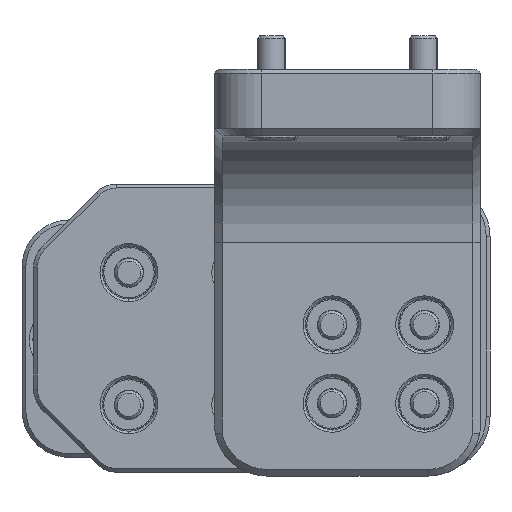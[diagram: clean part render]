
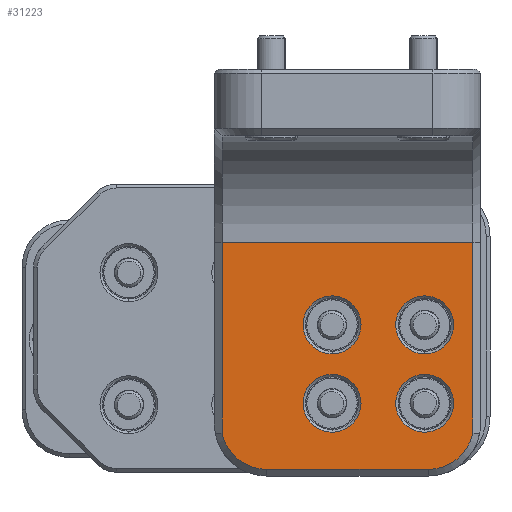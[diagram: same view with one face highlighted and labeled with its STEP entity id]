
A CAD part, left-side view. The second image highlights one B-rep face of the part: STEP entity #31223.
In plain terms, the highlighted planar face has unit normal (-1, 0, 0).
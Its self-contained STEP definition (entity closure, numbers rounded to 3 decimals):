
#131 = LINE ( 'NONE', #8823, #15354 ) ;
#648 = CIRCLE ( 'NONE', #31945, 4.8 ) ;
#697 = VERTEX_POINT ( 'NONE', #19071 ) ;
#1179 = CARTESIAN_POINT ( 'NONE',  ( 19.09, -53.647, -11.143 ) ) ;
#1554 = FACE_BOUND ( 'NONE', #8571, .T. ) ;
#1686 = CARTESIAN_POINT ( 'NONE',  ( 19.09, -63.397, -11.143 ) ) ;
#1890 = AXIS2_PLACEMENT_3D ( 'NONE', #29881, #4090, #35893 ) ;
#2164 = CIRCLE ( 'NONE', #18415, 3.05 ) ;
#2495 = CIRCLE ( 'NONE', #5538, 3.05 ) ;
#2911 = ORIENTED_EDGE ( 'NONE', *, *, #33977, .T. ) ;
#3112 = EDGE_CURVE ( 'NONE', #30491, #32767, #23149, .T. ) ;
#3725 = CARTESIAN_POINT ( 'NONE',  ( 19.09, -46.772, -24.599 ) ) ;
#3850 = FACE_BOUND ( 'NONE', #27131, .T. ) ;
#3883 = DIRECTION ( 'NONE',  ( 0., 0., -1. ) ) ;
#3919 = AXIS2_PLACEMENT_3D ( 'NONE', #24209, #10103, #3883 ) ;
#3937 = CARTESIAN_POINT ( 'NONE',  ( 19.09, -63.772, -24.599 ) ) ;
#4029 = ORIENTED_EDGE ( 'NONE', *, *, #27689, .T. ) ;
#4038 = DIRECTION ( 'NONE',  ( 0., 0., -1. ) ) ;
#4090 = DIRECTION ( 'NONE',  ( 1., 0., 0. ) ) ;
#4506 = EDGE_LOOP ( 'NONE', ( #14515, #22116 ) ) ;
#5242 = AXIS2_PLACEMENT_3D ( 'NONE', #3937, #13176, #24620 ) ;
#5538 = AXIS2_PLACEMENT_3D ( 'NONE', #19384, #16393, #25403 ) ;
#5668 = AXIS2_PLACEMENT_3D ( 'NONE', #6865, #18339, #4038 ) ;
#5785 = DIRECTION ( 'NONE',  ( 1., 0., 0. ) ) ;
#6252 = EDGE_CURVE ( 'NONE', #33555, #15719, #25346, .T. ) ;
#6816 = EDGE_CURVE ( 'NONE', #12877, #10637, #17886, .T. ) ;
#6865 = CARTESIAN_POINT ( 'NONE',  ( 19.09, -55.272, -1.694 ) ) ;
#7088 = VECTOR ( 'NONE', #13078, 1000. ) ;
#7198 = CARTESIAN_POINT ( 'NONE',  ( 19.09, -53.647, -14.193 ) ) ;
#7218 = LINE ( 'NONE', #16260, #7088 ) ;
#7751 = CARTESIAN_POINT ( 'NONE',  ( 19.09, -63.772, -29.399 ) ) ;
#8102 = EDGE_CURVE ( 'NONE', #32767, #30491, #26267, .T. ) ;
#8143 = CARTESIAN_POINT ( 'NONE',  ( 19.09, -68.472, -25.574 ) ) ;
#8571 = EDGE_LOOP ( 'NONE', ( #15621, #19206 ) ) ;
#8823 = CARTESIAN_POINT ( 'NONE',  ( 19.09, -55.272, -29.399 ) ) ;
#9086 = DIRECTION ( 'NONE',  ( 1., 0., 0. ) ) ;
#9188 = CARTESIAN_POINT ( 'NONE',  ( 19.09, -53.647, -14.193 ) ) ;
#9283 = DIRECTION ( 'NONE',  ( 0., 0., -1. ) ) ;
#9296 = VECTOR ( 'NONE', #34047, 1000. ) ;
#9369 = VERTEX_POINT ( 'NONE', #31826 ) ;
#9462 = ORIENTED_EDGE ( 'NONE', *, *, #26081, .T. ) ;
#9624 = EDGE_LOOP ( 'NONE', ( #33110, #20035, #34630, #4029, #35535, #15970 ) ) ;
#10103 = DIRECTION ( 'NONE',  ( 1., 0., 0. ) ) ;
#10114 = CARTESIAN_POINT ( 'NONE',  ( 19.09, -68.472, -1.694 ) ) ;
#10440 = FACE_BOUND ( 'NONE', #4506, .T. ) ;
#10637 = VERTEX_POINT ( 'NONE', #1686 ) ;
#10974 = AXIS2_PLACEMENT_3D ( 'NONE', #25902, #5785, #34936 ) ;
#11130 = CIRCLE ( 'NONE', #3919, 3.05 ) ;
#11340 = DIRECTION ( 'NONE',  ( 1., 0., 0. ) ) ;
#11863 = CIRCLE ( 'NONE', #5242, 4.8 ) ;
#12702 = CARTESIAN_POINT ( 'NONE',  ( 19.09, -68.472, -5.54 ) ) ;
#12877 = VERTEX_POINT ( 'NONE', #24587 ) ;
#13078 = DIRECTION ( 'NONE',  ( 0., -1., 0. ) ) ;
#13176 = DIRECTION ( 'NONE',  ( -1., 0., 0. ) ) ;
#13887 = EDGE_CURVE ( 'NONE', #697, #23787, #131, .T. ) ;
#14415 = CARTESIAN_POINT ( 'NONE',  ( 19.09, -42.072, -5.54 ) ) ;
#14515 = ORIENTED_EDGE ( 'NONE', *, *, #28330, .T. ) ;
#14851 = EDGE_CURVE ( 'NONE', #9369, #21688, #22557, .T. ) ;
#15354 = VECTOR ( 'NONE', #34777, 1000. ) ;
#15621 = ORIENTED_EDGE ( 'NONE', *, *, #8102, .T. ) ;
#15719 = VERTEX_POINT ( 'NONE', #27702 ) ;
#15905 = VECTOR ( 'NONE', #24402, 1000. ) ;
#15970 = ORIENTED_EDGE ( 'NONE', *, *, #27414, .F. ) ;
#16260 = CARTESIAN_POINT ( 'NONE',  ( 19.09, -55.272, -5.54 ) ) ;
#16393 = DIRECTION ( 'NONE',  ( 1., 0., 0. ) ) ;
#16510 = ORIENTED_EDGE ( 'NONE', *, *, #6252, .T. ) ;
#17858 = AXIS2_PLACEMENT_3D ( 'NONE', #7198, #24507, #29611 ) ;
#17886 = CIRCLE ( 'NONE', #34734, 3.05 ) ;
#18153 = FACE_BOUND ( 'NONE', #29638, .T. ) ;
#18339 = DIRECTION ( 'NONE',  ( 1., 0., 0. ) ) ;
#18415 = AXIS2_PLACEMENT_3D ( 'NONE', #20621, #11340, #36561 ) ;
#18742 = VERTEX_POINT ( 'NONE', #31554 ) ;
#19071 = CARTESIAN_POINT ( 'NONE',  ( 19.09, -46.772, -29.399 ) ) ;
#19206 = ORIENTED_EDGE ( 'NONE', *, *, #3112, .T. ) ;
#19384 = CARTESIAN_POINT ( 'NONE',  ( 19.09, -53.647, -22.443 ) ) ;
#19909 = CARTESIAN_POINT ( 'NONE',  ( 19.09, -42.072, -1.694 ) ) ;
#19942 = EDGE_CURVE ( 'NONE', #9369, #697, #648, .T. ) ;
#19974 = CIRCLE ( 'NONE', #10974, 3.05 ) ;
#20035 = ORIENTED_EDGE ( 'NONE', *, *, #19942, .T. ) ;
#20621 = CARTESIAN_POINT ( 'NONE',  ( 19.09, -63.397, -14.193 ) ) ;
#20835 = DIRECTION ( 'NONE',  ( 1., 0., 0. ) ) ;
#21146 = FACE_OUTER_BOUND ( 'NONE', #9624, .T. ) ;
#21334 = AXIS2_PLACEMENT_3D ( 'NONE', #9188, #20835, #24232 ) ;
#21688 = VERTEX_POINT ( 'NONE', #14415 ) ;
#22116 = ORIENTED_EDGE ( 'NONE', *, *, #28638, .T. ) ;
#22557 = LINE ( 'NONE', #19909, #9296 ) ;
#23149 = CIRCLE ( 'NONE', #21334, 3.05 ) ;
#23202 = CARTESIAN_POINT ( 'NONE',  ( 19.09, -63.397, -14.193 ) ) ;
#23492 = DIRECTION ( 'NONE',  ( 0., 0., -1. ) ) ;
#23787 = VERTEX_POINT ( 'NONE', #7751 ) ;
#24209 = CARTESIAN_POINT ( 'NONE',  ( 19.09, -63.397, -22.443 ) ) ;
#24232 = DIRECTION ( 'NONE',  ( 0., 0., -1. ) ) ;
#24280 = ORIENTED_EDGE ( 'NONE', *, *, #6816, .T. ) ;
#24402 = DIRECTION ( 'NONE',  ( 0., 0., -1. ) ) ;
#24507 = DIRECTION ( 'NONE',  ( 1., 0., 0. ) ) ;
#24587 = CARTESIAN_POINT ( 'NONE',  ( 19.09, -63.397, -17.243 ) ) ;
#24620 = DIRECTION ( 'NONE',  ( 0., 0., -1. ) ) ;
#25346 = CIRCLE ( 'NONE', #1890, 3.05 ) ;
#25403 = DIRECTION ( 'NONE',  ( 0., 0., -1. ) ) ;
#25902 = CARTESIAN_POINT ( 'NONE',  ( 19.09, -53.647, -22.443 ) ) ;
#26081 = EDGE_CURVE ( 'NONE', #10637, #12877, #2164, .T. ) ;
#26179 = VERTEX_POINT ( 'NONE', #8143 ) ;
#26267 = CIRCLE ( 'NONE', #17858, 3.05 ) ;
#26502 = DIRECTION ( 'NONE',  ( -1., 0., 0. ) ) ;
#27131 = EDGE_LOOP ( 'NONE', ( #9462, #24280 ) ) ;
#27414 = EDGE_CURVE ( 'NONE', #21688, #30217, #7218, .T. ) ;
#27689 = EDGE_CURVE ( 'NONE', #23787, #26179, #11863, .T. ) ;
#27702 = CARTESIAN_POINT ( 'NONE',  ( 19.09, -63.397, -19.393 ) ) ;
#28330 = EDGE_CURVE ( 'NONE', #18742, #36502, #2495, .T. ) ;
#28638 = EDGE_CURVE ( 'NONE', #36502, #18742, #19974, .T. ) ;
#29354 = CARTESIAN_POINT ( 'NONE',  ( 19.09, -53.647, -17.243 ) ) ;
#29487 = LINE ( 'NONE', #10114, #15905 ) ;
#29611 = DIRECTION ( 'NONE',  ( 0., 0., -1. ) ) ;
#29638 = EDGE_LOOP ( 'NONE', ( #2911, #16510 ) ) ;
#29881 = CARTESIAN_POINT ( 'NONE',  ( 19.09, -63.397, -22.443 ) ) ;
#30217 = VERTEX_POINT ( 'NONE', #12702 ) ;
#30491 = VERTEX_POINT ( 'NONE', #29354 ) ;
#30890 = EDGE_CURVE ( 'NONE', #30217, #26179, #29487, .T. ) ;
#31223 = ADVANCED_FACE ( 'NONE', ( #1554, #10440, #18153, #3850, #21146 ), #32654, .F. ) ;
#31554 = CARTESIAN_POINT ( 'NONE',  ( 19.09, -53.647, -19.393 ) ) ;
#31826 = CARTESIAN_POINT ( 'NONE',  ( 19.09, -42.072, -25.574 ) ) ;
#31945 = AXIS2_PLACEMENT_3D ( 'NONE', #3725, #26502, #23492 ) ;
#32654 = PLANE ( 'NONE',  #5668 ) ;
#32767 = VERTEX_POINT ( 'NONE', #1179 ) ;
#33110 = ORIENTED_EDGE ( 'NONE', *, *, #14851, .F. ) ;
#33555 = VERTEX_POINT ( 'NONE', #34993 ) ;
#33977 = EDGE_CURVE ( 'NONE', #15719, #33555, #11130, .T. ) ;
#34047 = DIRECTION ( 'NONE',  ( 0., 0., 1. ) ) ;
#34630 = ORIENTED_EDGE ( 'NONE', *, *, #13887, .T. ) ;
#34734 = AXIS2_PLACEMENT_3D ( 'NONE', #23202, #9086, #9283 ) ;
#34777 = DIRECTION ( 'NONE',  ( 0., -1., 0. ) ) ;
#34936 = DIRECTION ( 'NONE',  ( 0., 0., -1. ) ) ;
#34993 = CARTESIAN_POINT ( 'NONE',  ( 19.09, -63.397, -25.493 ) ) ;
#35535 = ORIENTED_EDGE ( 'NONE', *, *, #30890, .F. ) ;
#35537 = CARTESIAN_POINT ( 'NONE',  ( 19.09, -53.647, -25.493 ) ) ;
#35893 = DIRECTION ( 'NONE',  ( 0., 0., -1. ) ) ;
#36502 = VERTEX_POINT ( 'NONE', #35537 ) ;
#36561 = DIRECTION ( 'NONE',  ( 0., 0., -1. ) ) ;
